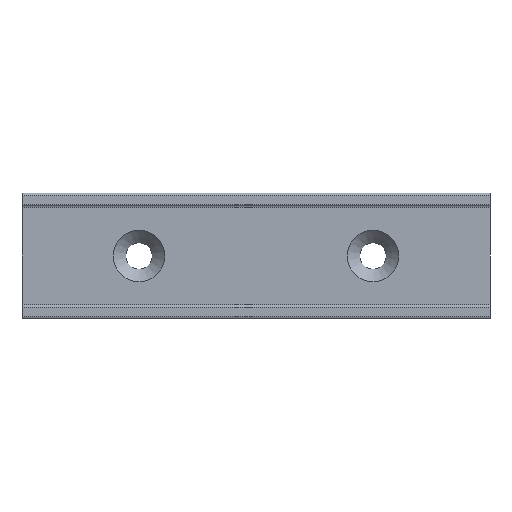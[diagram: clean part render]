
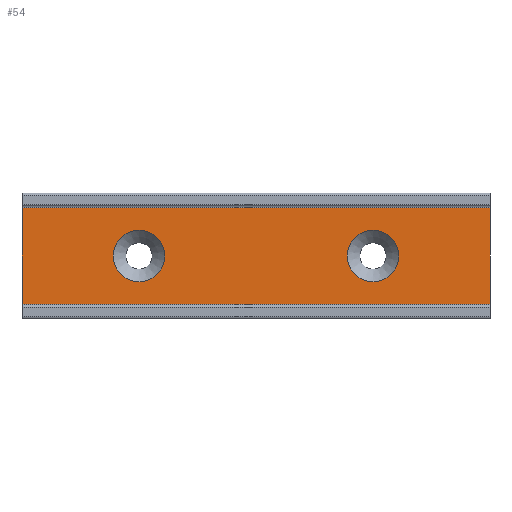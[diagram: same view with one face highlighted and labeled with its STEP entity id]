
A CAD part, left-side view. The second image highlights one B-rep face of the part: STEP entity #54.
In plain terms, the highlighted planar face has unit normal (-1, 0, 0).
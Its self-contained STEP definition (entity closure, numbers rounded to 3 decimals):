
#54 = ADVANCED_FACE( '', ( #118, #119, #120 ), #121, .F. );
#118 = FACE_BOUND( '', #193, .T. );
#119 = FACE_BOUND( '', #194, .T. );
#120 = FACE_OUTER_BOUND( '', #195, .T. );
#121 = PLANE( '', #196 );
#193 = EDGE_LOOP( '', ( #297 ) );
#194 = EDGE_LOOP( '', ( #298 ) );
#195 = EDGE_LOOP( '', ( #299, #300, #301, #302 ) );
#196 = AXIS2_PLACEMENT_3D( '', #303, #304, #305 );
#297 = ORIENTED_EDGE( '', *, *, #452, .T. );
#298 = ORIENTED_EDGE( '', *, *, #453, .T. );
#299 = ORIENTED_EDGE( '', *, *, #454, .T. );
#300 = ORIENTED_EDGE( '', *, *, #455, .F. );
#301 = ORIENTED_EDGE( '', *, *, #446, .F. );
#302 = ORIENTED_EDGE( '', *, *, #437, .T. );
#303 = CARTESIAN_POINT( '', ( 5.9, 160., 16.5 ) );
#304 = DIRECTION( '', ( 1., 0., 0. ) );
#305 = DIRECTION( '', ( 0., 0., -1. ) );
#437 = EDGE_CURVE( '', #517, #515, #518, .T. );
#446 = EDGE_CURVE( '', #517, #532, #533, .T. );
#452 = EDGE_CURVE( '', #542, #542, #543, .T. );
#453 = EDGE_CURVE( '', #544, #544, #545, .T. );
#454 = EDGE_CURVE( '', #515, #546, #547, .T. );
#455 = EDGE_CURVE( '', #532, #546, #548, .T. );
#515 = VERTEX_POINT( '', #625 );
#517 = VERTEX_POINT( '', #627 );
#518 = LINE( '', #628, #629 );
#532 = VERTEX_POINT( '', #647 );
#533 = LINE( '', #648, #649 );
#542 = VERTEX_POINT( '', #660 );
#543 = CIRCLE( '', #661, 8.8 );
#544 = VERTEX_POINT( '', #662 );
#545 = CIRCLE( '', #663, 8.8 );
#546 = VERTEX_POINT( '', #664 );
#547 = LINE( '', #665, #666 );
#548 = LINE( '', #667, #668 );
#625 = CARTESIAN_POINT( '', ( 5.9, 0., -16.5 ) );
#627 = CARTESIAN_POINT( '', ( 5.9, 160., -16.5 ) );
#628 = CARTESIAN_POINT( '', ( 5.9, 160., -16.5 ) );
#629 = VECTOR( '', #745, 1000. );
#647 = CARTESIAN_POINT( '', ( 5.9, 160., 16.5 ) );
#648 = CARTESIAN_POINT( '', ( 5.9, 160., 16.5 ) );
#649 = VECTOR( '', #759, 1000. );
#660 = CARTESIAN_POINT( '', ( 5.9, 120., -8.8 ) );
#661 = AXIS2_PLACEMENT_3D( '', #768, #769, #770 );
#662 = CARTESIAN_POINT( '', ( 5.9, 40., -8.8 ) );
#663 = AXIS2_PLACEMENT_3D( '', #771, #772, #773 );
#664 = CARTESIAN_POINT( '', ( 5.9, 0., 16.5 ) );
#665 = CARTESIAN_POINT( '', ( 5.9, 0., 16.5 ) );
#666 = VECTOR( '', #774, 1000. );
#667 = CARTESIAN_POINT( '', ( 5.9, 160., 16.5 ) );
#668 = VECTOR( '', #775, 1000. );
#745 = DIRECTION( '', ( 0., -1., 0. ) );
#759 = DIRECTION( '', ( 0., 0., 1. ) );
#768 = CARTESIAN_POINT( '', ( 5.9, 120., 0. ) );
#769 = DIRECTION( '', ( 1., 0., 0. ) );
#770 = DIRECTION( '', ( 0., 0., -1. ) );
#771 = CARTESIAN_POINT( '', ( 5.9, 40., 0. ) );
#772 = DIRECTION( '', ( 1., 0., 0. ) );
#773 = DIRECTION( '', ( 0., 0., -1. ) );
#774 = DIRECTION( '', ( 0., 0., 1. ) );
#775 = DIRECTION( '', ( 0., -1., 0. ) );
